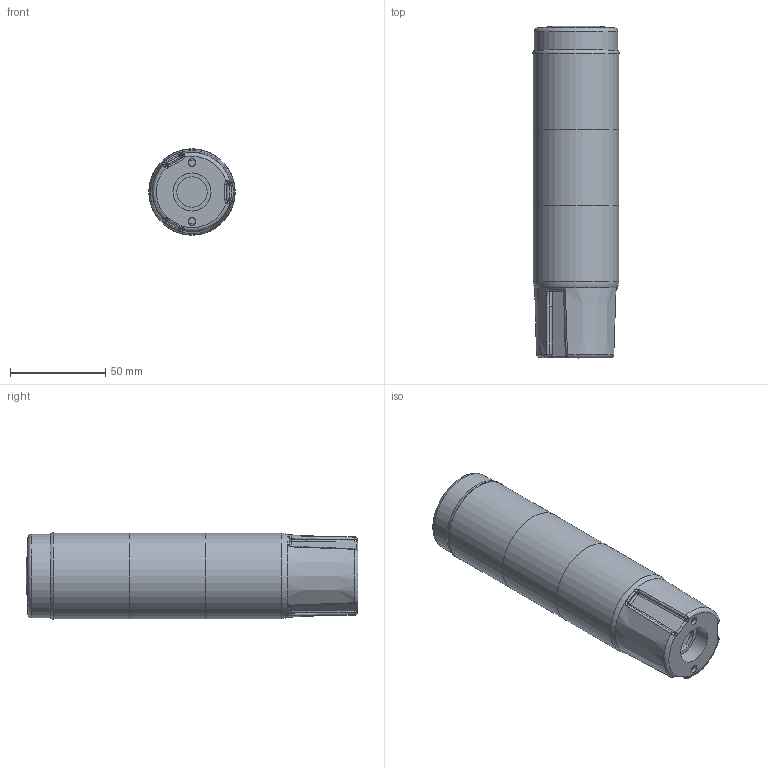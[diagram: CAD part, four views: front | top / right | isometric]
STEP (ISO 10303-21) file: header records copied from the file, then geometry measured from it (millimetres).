
FILE_DESCRIPTION(/* description */ (''),/* implementation_level */ '2;1');
FILE_NAME(/* name */ 'FAL3YB 532-T1_01.stp',/* time_stamp */ '2017-11-07T19:17:06+01:00',/* author */ ('Davide'),/* organization */ (''),/* preprocessor_version */ 'ST-DEVELOPER v16.1',/* originating_system */ 'Autodesk Inventor 2016',/* authorisation */ '');
FILE_SCHEMA (('AUTOMOTIVE_DESIGN { 1 0 10303 214 3 1 1 }'));
Length unit declared in the file: millimetre
Products named in the file (6): S450-Grey colonna; S450-Green; S450-Red; S450-Coperchio Black; S450-Orange; FAL3YB 532-T1_01
Assembly tree (5 placements, depth 2):
  FAL3YB 532-T1_01
    S450-Grey colonna
    S450-Green
    S450-Red
    S450-Coperchio Black
    S450-Orange
Bounding box: 45.5 x 174.66 x 45.5 mm (x, y, z)
Volume: 82600.9 mm3; surface area: 63959.8 mm2
Topology: 5 solids, 5 shells, 141 faces, 301 edges, 179 vertices
Faces by surface type: plane 45, bspline 38, cylinder 36, torus 10, sphere 8, cone 4
Full cylindrical faces by diameter (mm): 4 x2, 16 x1, 20 x1, 24 x1, 33 x3, 39 x6, 41 x1, 44 x1, 45 x3
Entity records: 18360 total; most frequent: CARTESIAN_POINT 15470, ORIENTED_EDGE 538, DIRECTION 527, EDGE_CURVE 269, AXIS2_PLACEMENT_3D 234, EDGE_LOOP 184, VERTEX_POINT 175, FACE_OUTER_BOUND 141
